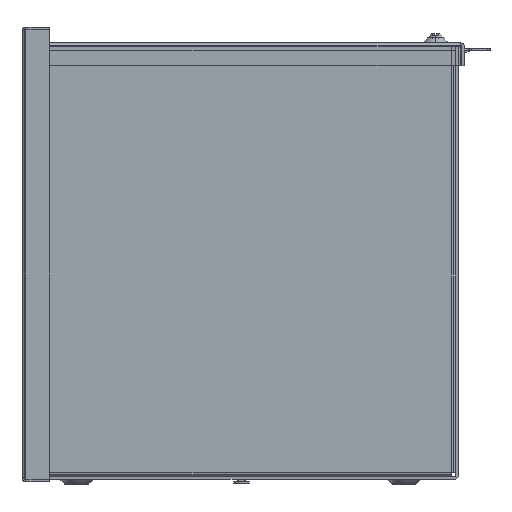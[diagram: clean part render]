
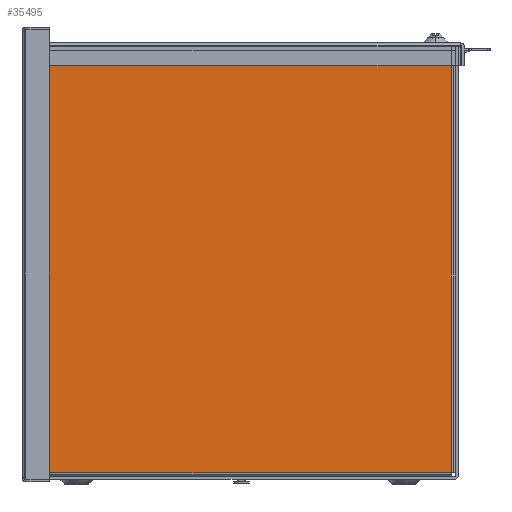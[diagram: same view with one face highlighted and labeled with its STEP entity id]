
A CAD part, left-side view. The second image highlights one B-rep face of the part: STEP entity #35495.
In plain terms, the highlighted planar face has unit normal (-1, 0, 0).
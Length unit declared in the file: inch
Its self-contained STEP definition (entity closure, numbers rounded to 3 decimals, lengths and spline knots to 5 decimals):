
#113 = DIRECTION ( 'NONE',  ( 0., 1., 0. ) ) ;
#648 = ORIENTED_EDGE ( 'NONE', *, *, #10577, .T. ) ;
#1576 = DIRECTION ( 'NONE',  ( 0., -1., 0. ) ) ;
#2038 = VERTEX_POINT ( 'NONE', #14863 ) ;
#2411 = EDGE_CURVE ( 'NONE', #15470, #8548, #9006, .T. ) ;
#2516 = CARTESIAN_POINT ( 'NONE',  ( -30., -5.784, 11.783 ) ) ;
#2582 = DIRECTION ( 'NONE',  ( 0., -1., 0. ) ) ;
#3205 = ORIENTED_EDGE ( 'NONE', *, *, #37166, .T. ) ;
#4117 = LINE ( 'NONE', #37134, #37289 ) ;
#4199 = DIRECTION ( 'NONE',  ( 0., 1., 0. ) ) ;
#4981 = CARTESIAN_POINT ( 'NONE',  ( -30., -5.767, 0.197 ) ) ;
#5333 = PLANE ( 'NONE',  #10522 ) ;
#5681 = LINE ( 'NONE', #23609, #38897 ) ;
#5858 = CARTESIAN_POINT ( 'NONE',  ( -30., 5.819, 11.783 ) ) ;
#5941 = LINE ( 'NONE', #24233, #18866 ) ;
#6126 = VERTEX_POINT ( 'NONE', #38587 ) ;
#6260 = VERTEX_POINT ( 'NONE', #2516 ) ;
#6607 = VECTOR ( 'NONE', #113, 39.37008 ) ;
#6770 = ORIENTED_EDGE ( 'NONE', *, *, #7382, .T. ) ;
#7382 = EDGE_CURVE ( 'NONE', #2038, #35619, #4117, .T. ) ;
#7642 = LINE ( 'NONE', #23003, #19771 ) ;
#8548 = VERTEX_POINT ( 'NONE', #18280 ) ;
#8603 = DIRECTION ( 'NONE',  ( 0., 1., 0. ) ) ;
#9006 = LINE ( 'NONE', #5858, #17755 ) ;
#9873 = CARTESIAN_POINT ( 'NONE',  ( -30., -5.767, 0.197 ) ) ;
#10280 = CARTESIAN_POINT ( 'NONE',  ( -30., -5.767, 11.783 ) ) ;
#10484 = VERTEX_POINT ( 'NONE', #24308 ) ;
#10522 = AXIS2_PLACEMENT_3D ( 'NONE', #28925, #14001, #16760 ) ;
#10577 = EDGE_CURVE ( 'NONE', #35619, #15470, #21332, .T. ) ;
#11112 = ORIENTED_EDGE ( 'NONE', *, *, #23705, .T. ) ;
#11561 = CARTESIAN_POINT ( 'NONE',  ( -30., 5.944, 11.783 ) ) ;
#11806 = LINE ( 'NONE', #26169, #36680 ) ;
#11820 = ORIENTED_EDGE ( 'NONE', *, *, #2411, .T. ) ;
#11870 = ORIENTED_EDGE ( 'NONE', *, *, #19682, .T. ) ;
#12229 = VECTOR ( 'NONE', #34895, 39.37008 ) ;
#12569 = DIRECTION ( 'NONE',  ( 0., 0., 1. ) ) ;
#12791 = CARTESIAN_POINT ( 'NONE',  ( -30., -5.767, 11.8 ) ) ;
#14001 = DIRECTION ( 'NONE',  ( -1., 0., 0. ) ) ;
#14088 = VECTOR ( 'NONE', #20270, 39.37008 ) ;
#14567 = LINE ( 'NONE', #26553, #14088 ) ;
#14638 = VERTEX_POINT ( 'NONE', #9873 ) ;
#14804 = VERTEX_POINT ( 'NONE', #29321 ) ;
#14863 = CARTESIAN_POINT ( 'NONE',  ( -30., -5.767, 11.783 ) ) ;
#15470 = VERTEX_POINT ( 'NONE', #17756 ) ;
#15491 = VECTOR ( 'NONE', #4199, 39.37008 ) ;
#16760 = DIRECTION ( 'NONE',  ( 0., 0., -1. ) ) ;
#17106 = VERTEX_POINT ( 'NONE', #25268 ) ;
#17138 = FACE_OUTER_BOUND ( 'NONE', #20401, .T. ) ;
#17173 = VECTOR ( 'NONE', #8603, 39.37008 ) ;
#17755 = VECTOR ( 'NONE', #27285, 39.37008 ) ;
#17756 = CARTESIAN_POINT ( 'NONE',  ( -30., 5.819, 11.8 ) ) ;
#18280 = CARTESIAN_POINT ( 'NONE',  ( -30., 5.819, 11.783 ) ) ;
#18866 = VECTOR ( 'NONE', #2582, 39.37008 ) ;
#18882 = ORIENTED_EDGE ( 'NONE', *, *, #33719, .T. ) ;
#18904 = CARTESIAN_POINT ( 'NONE',  ( -30., 5.836, 11.783 ) ) ;
#19303 = DIRECTION ( 'NONE',  ( 0., 0., -1. ) ) ;
#19484 = CARTESIAN_POINT ( 'NONE',  ( -30., 5.819, 0.072 ) ) ;
#19682 = EDGE_CURVE ( 'NONE', #8548, #34346, #35346, .T. ) ;
#19771 = VECTOR ( 'NONE', #1576, 39.37008 ) ;
#20050 = ORIENTED_EDGE ( 'NONE', *, *, #22516, .T. ) ;
#20163 = EDGE_CURVE ( 'NONE', #10484, #17106, #11806, .T. ) ;
#20270 = DIRECTION ( 'NONE',  ( 0., 0., 1. ) ) ;
#20401 = EDGE_LOOP ( 'NONE', ( #38238, #18882, #6770, #648, #11820, #11870, #3205, #22193, #23054, #32513, #20050, #11112 ) ) ;
#20523 = LINE ( 'NONE', #4981, #12229 ) ;
#20970 = VECTOR ( 'NONE', #19303, 39.37008 ) ;
#21049 = DIRECTION ( 'NONE',  ( 0., -1., 0. ) ) ;
#21332 = LINE ( 'NONE', #29605, #6607 ) ;
#22193 = ORIENTED_EDGE ( 'NONE', *, *, #20163, .T. ) ;
#22516 = EDGE_CURVE ( 'NONE', #28552, #14638, #20523, .T. ) ;
#23003 = CARTESIAN_POINT ( 'NONE',  ( -30., 5.944, 0.18 ) ) ;
#23054 = ORIENTED_EDGE ( 'NONE', *, *, #30152, .T. ) ;
#23609 = CARTESIAN_POINT ( 'NONE',  ( -30., 5.836, 11.908 ) ) ;
#23705 = EDGE_CURVE ( 'NONE', #14638, #14804, #5941, .T. ) ;
#24233 = CARTESIAN_POINT ( 'NONE',  ( -30., -5.892, 0.197 ) ) ;
#24308 = CARTESIAN_POINT ( 'NONE',  ( -30., 5.836, 0.197 ) ) ;
#25268 = CARTESIAN_POINT ( 'NONE',  ( -30., 5.819, 0.197 ) ) ;
#25406 = LINE ( 'NONE', #19484, #20970 ) ;
#26169 = CARTESIAN_POINT ( 'NONE',  ( -30., 5.819, 0.197 ) ) ;
#26553 = CARTESIAN_POINT ( 'NONE',  ( -30., -5.784, 11.908 ) ) ;
#27285 = DIRECTION ( 'NONE',  ( 0., 0., -1. ) ) ;
#28552 = VERTEX_POINT ( 'NONE', #36668 ) ;
#28925 = CARTESIAN_POINT ( 'NONE',  ( -30., 5.944, 11.908 ) ) ;
#29321 = CARTESIAN_POINT ( 'NONE',  ( -30., -5.784, 0.197 ) ) ;
#29605 = CARTESIAN_POINT ( 'NONE',  ( -30., 5.944, 11.8 ) ) ;
#30152 = EDGE_CURVE ( 'NONE', #17106, #6126, #25406, .T. ) ;
#30229 = EDGE_CURVE ( 'NONE', #14804, #6260, #14567, .T. ) ;
#31253 = EDGE_CURVE ( 'NONE', #6126, #28552, #7642, .T. ) ;
#31502 = LINE ( 'NONE', #10280, #15491 ) ;
#32451 = DIRECTION ( 'NONE',  ( 0., 0., -1. ) ) ;
#32513 = ORIENTED_EDGE ( 'NONE', *, *, #31253, .T. ) ;
#33719 = EDGE_CURVE ( 'NONE', #6260, #2038, #31502, .T. ) ;
#34346 = VERTEX_POINT ( 'NONE', #18904 ) ;
#34895 = DIRECTION ( 'NONE',  ( 0., 0., 1. ) ) ;
#35346 = LINE ( 'NONE', #11561, #17173 ) ;
#35495 = ADVANCED_FACE ( 'NONE', ( #17138 ), #5333, .T. ) ;
#35619 = VERTEX_POINT ( 'NONE', #12791 ) ;
#36668 = CARTESIAN_POINT ( 'NONE',  ( -30., -5.767, 0.18 ) ) ;
#36680 = VECTOR ( 'NONE', #21049, 39.37008 ) ;
#37134 = CARTESIAN_POINT ( 'NONE',  ( -30., -5.767, 11.908 ) ) ;
#37166 = EDGE_CURVE ( 'NONE', #34346, #10484, #5681, .T. ) ;
#37289 = VECTOR ( 'NONE', #12569, 39.37008 ) ;
#38238 = ORIENTED_EDGE ( 'NONE', *, *, #30229, .T. ) ;
#38587 = CARTESIAN_POINT ( 'NONE',  ( -30., 5.819, 0.18 ) ) ;
#38897 = VECTOR ( 'NONE', #32451, 39.37008 ) ;
